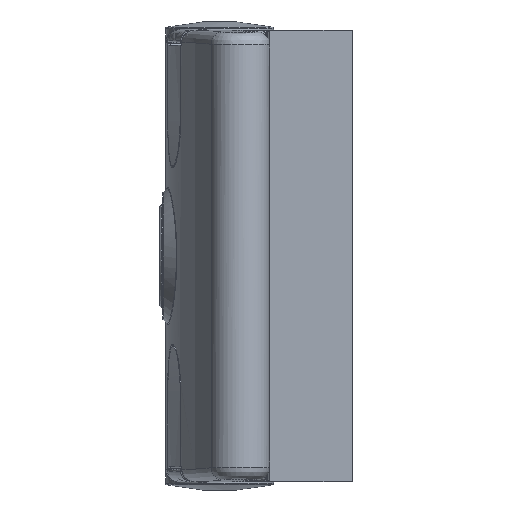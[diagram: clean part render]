
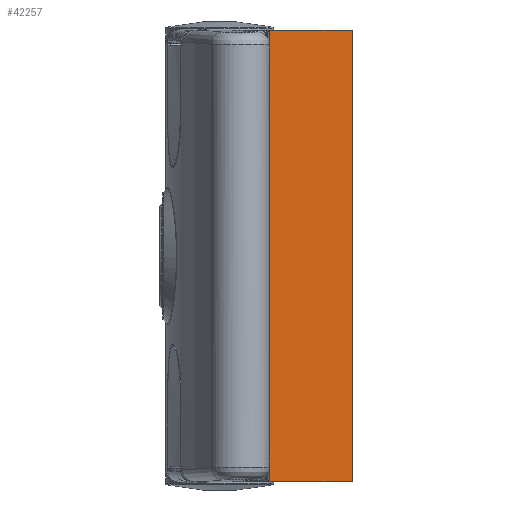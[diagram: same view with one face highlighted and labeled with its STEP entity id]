
A CAD part, left-side view. The second image highlights one B-rep face of the part: STEP entity #42257.
In plain terms, the highlighted face is planar.
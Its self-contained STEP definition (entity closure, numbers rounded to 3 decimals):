
#269=PLANE('',#45535);
#1616=LINE('',#76951,#4244);
#1620=LINE('',#76966,#4248);
#1621=LINE('',#76968,#4249);
#1622=LINE('',#76970,#4250);
#1623=LINE('',#76972,#4251);
#1624=LINE('',#76974,#4252);
#1625=LINE('',#76975,#4253);
#1626=LINE('',#76976,#4254);
#4244=VECTOR('',#52445,13.7);
#4248=VECTOR('',#52457,13.7);
#4249=VECTOR('',#52458,6.3);
#4250=VECTOR('',#52459,7.7);
#4251=VECTOR('',#52460,62.4);
#4252=VECTOR('',#52461,7.7);
#4253=VECTOR('',#52462,6.3);
#4254=VECTOR('',#52463,75.);
#9943=FACE_OUTER_BOUND('',#12550,.T.);
#12550=EDGE_LOOP('',(#30423,#30424,#30425,#30426,#30427,#30428,#30429,#30430));
#18010=VERTEX_POINT('',#76948);
#18011=VERTEX_POINT('',#76950);
#18017=VERTEX_POINT('',#76964);
#18018=VERTEX_POINT('',#76965);
#18019=VERTEX_POINT('',#76967);
#18020=VERTEX_POINT('',#76969);
#18021=VERTEX_POINT('',#76971);
#18022=VERTEX_POINT('',#76973);
#22447=EDGE_CURVE('',#18011,#18010,#1616,.T.);
#22454=EDGE_CURVE('',#18017,#18018,#1620,.T.);
#22455=EDGE_CURVE('',#18017,#18019,#1621,.T.);
#22456=EDGE_CURVE('',#18019,#18020,#1622,.T.);
#22457=EDGE_CURVE('',#18020,#18021,#1623,.T.);
#22458=EDGE_CURVE('',#18021,#18022,#1624,.T.);
#22459=EDGE_CURVE('',#18022,#18011,#1625,.T.);
#22460=EDGE_CURVE('',#18010,#18018,#1626,.T.);
#30423=ORIENTED_EDGE('',*,*,#22454,.F.);
#30424=ORIENTED_EDGE('',*,*,#22455,.T.);
#30425=ORIENTED_EDGE('',*,*,#22456,.T.);
#30426=ORIENTED_EDGE('',*,*,#22457,.T.);
#30427=ORIENTED_EDGE('',*,*,#22458,.T.);
#30428=ORIENTED_EDGE('',*,*,#22459,.T.);
#30429=ORIENTED_EDGE('',*,*,#22447,.T.);
#30430=ORIENTED_EDGE('',*,*,#22460,.T.);
#42257=ADVANCED_FACE('',(#9943),#269,.F.);
#45535=AXIS2_PLACEMENT_3D('',#76963,#52455,#52456);
#52445=DIRECTION('',(0.,-1.,0.));
#52455=DIRECTION('center_axis',(0.,0.,
1.));
#52456=DIRECTION('ref_axis',(1.,0.,0.));
#52457=DIRECTION('',(0.,-1.,0.));
#52458=DIRECTION('',(1.,0.,0.));
#52459=DIRECTION('',(0.,1.,0.));
#52460=DIRECTION('',(1.,0.,0.));
#52461=DIRECTION('',(0.,-1.,0.));
#52462=DIRECTION('',(1.,0.,0.));
#52463=DIRECTION('',(-1.,0.,0.));
#76948=CARTESIAN_POINT('',(37.5,0.,-18.25));
#76950=CARTESIAN_POINT('',(37.5,13.7,-18.25));
#76951=CARTESIAN_POINT('',(37.5,32.,-18.25));
#76963=CARTESIAN_POINT('Origin',(-37.5,32.,-18.25));
#76964=CARTESIAN_POINT('',(-37.5,13.7,-18.25));
#76965=CARTESIAN_POINT('',(-37.5,0.,-18.25));
#76966=CARTESIAN_POINT('',(-37.5,32.,-18.25));
#76967=CARTESIAN_POINT('',(-31.2,13.7,-18.25));
#76968=CARTESIAN_POINT('',(-31.5,13.7,-18.25));
#76969=CARTESIAN_POINT('',(-31.2,21.4,-18.25));
#76970=CARTESIAN_POINT('',(-31.2,32.,-18.25));
#76971=CARTESIAN_POINT('',(31.2,21.4,-18.25));
#76972=CARTESIAN_POINT('',(31.5,21.4,-18.25));
#76973=CARTESIAN_POINT('',(31.2,13.7,-18.25));
#76974=CARTESIAN_POINT('',(31.2,32.,-18.25));
#76975=CARTESIAN_POINT('',(37.5,13.7,-18.25));
#76976=CARTESIAN_POINT('',(-37.5,0.,-18.25));
